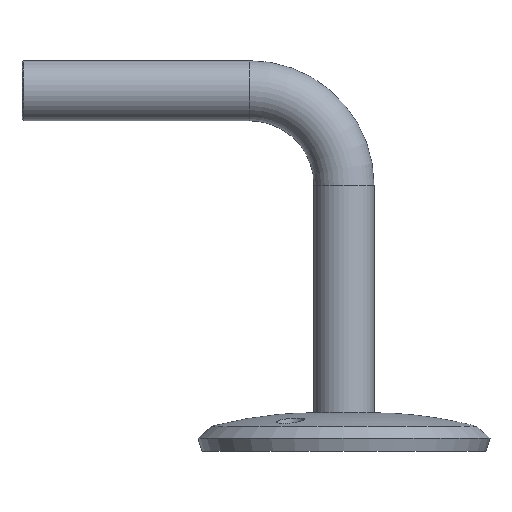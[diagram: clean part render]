
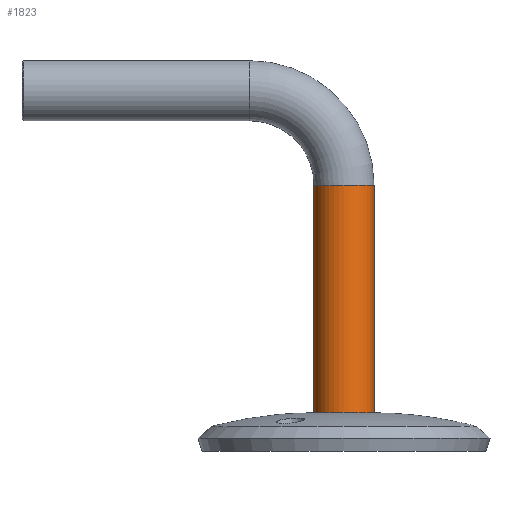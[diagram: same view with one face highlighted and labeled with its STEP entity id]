
A CAD part, left-side view. The second image highlights one B-rep face of the part: STEP entity #1823.
In plain terms, the highlighted cylindrical face has radius 7 mm (diameter 14 mm), a partial arc.
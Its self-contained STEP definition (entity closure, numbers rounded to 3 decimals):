
#227 = LINE ( 'NONE', #4571, #4914 ) ;
#885 = EDGE_CURVE ( 'NONE', #13131, #6476, #8208, .T. ) ;
#1823 = ADVANCED_FACE ( 'NONE', ( #3802 ), #4646, .T. ) ;
#1971 = DIRECTION ( 'NONE',  ( 0., 0., 1. ) ) ;
#2364 = ORIENTED_EDGE ( 'NONE', *, *, #7750, .F. ) ;
#3031 = CARTESIAN_POINT ( 'NONE',  ( 0., 7., 0. ) ) ;
#3309 = EDGE_LOOP ( 'NONE', ( #8387, #6556, #13785, #2364 ) ) ;
#3802 = FACE_OUTER_BOUND ( 'NONE', #3309, .T. ) ;
#4571 = CARTESIAN_POINT ( 'NONE',  ( 0., 7., 0. ) ) ;
#4598 = AXIS2_PLACEMENT_3D ( 'NONE', #4878, #5958, #11222 ) ;
#4603 = DIRECTION ( 'NONE',  ( 0., 0., 1. ) ) ;
#4646 = CYLINDRICAL_SURFACE ( 'NONE', #9787, 7. ) ;
#4878 = CARTESIAN_POINT ( 'NONE',  ( 0., 0., 0. ) ) ;
#4914 = VECTOR ( 'NONE', #6789, 1000. ) ;
#5958 = DIRECTION ( 'NONE',  ( 0., 0., 1. ) ) ;
#6476 = VERTEX_POINT ( 'NONE', #13648 ) ;
#6556 = ORIENTED_EDGE ( 'NONE', *, *, #885, .T. ) ;
#6585 = AXIS2_PLACEMENT_3D ( 'NONE', #6782, #4603, #6691 ) ;
#6629 = VECTOR ( 'NONE', #1971, 1000. ) ;
#6691 = DIRECTION ( 'NONE',  ( 1., 0., 0. ) ) ;
#6782 = CARTESIAN_POINT ( 'NONE',  ( 0., 0., 53. ) ) ;
#6789 = DIRECTION ( 'NONE',  ( 0., 0., 1. ) ) ;
#7365 = CARTESIAN_POINT ( 'NONE',  ( 0., -7., 0. ) ) ;
#7750 = EDGE_CURVE ( 'NONE', #10441, #12246, #12060, .T. ) ;
#8120 = DIRECTION ( 'NONE',  ( 0., -1., 0. ) ) ;
#8208 = CIRCLE ( 'NONE', #4598, 7. ) ;
#8298 = CARTESIAN_POINT ( 'NONE',  ( 0., 0., 0. ) ) ;
#8387 = ORIENTED_EDGE ( 'NONE', *, *, #11476, .F. ) ;
#8914 = EDGE_CURVE ( 'NONE', #6476, #12246, #9528, .T. ) ;
#8944 = CARTESIAN_POINT ( 'NONE',  ( 0., 7., 53. ) ) ;
#9528 = LINE ( 'NONE', #7365, #6629 ) ;
#9787 = AXIS2_PLACEMENT_3D ( 'NONE', #8298, #11586, #8120 ) ;
#10441 = VERTEX_POINT ( 'NONE', #8944 ) ;
#11222 = DIRECTION ( 'NONE',  ( 1., 0., 0. ) ) ;
#11476 = EDGE_CURVE ( 'NONE', #13131, #10441, #227, .T. ) ;
#11586 = DIRECTION ( 'NONE',  ( 0., 0., 1. ) ) ;
#12060 = CIRCLE ( 'NONE', #6585, 7. ) ;
#12246 = VERTEX_POINT ( 'NONE', #13738 ) ;
#13131 = VERTEX_POINT ( 'NONE', #3031 ) ;
#13648 = CARTESIAN_POINT ( 'NONE',  ( 0., -7., 0. ) ) ;
#13738 = CARTESIAN_POINT ( 'NONE',  ( 0., -7., 53. ) ) ;
#13785 = ORIENTED_EDGE ( 'NONE', *, *, #8914, .T. ) ;
